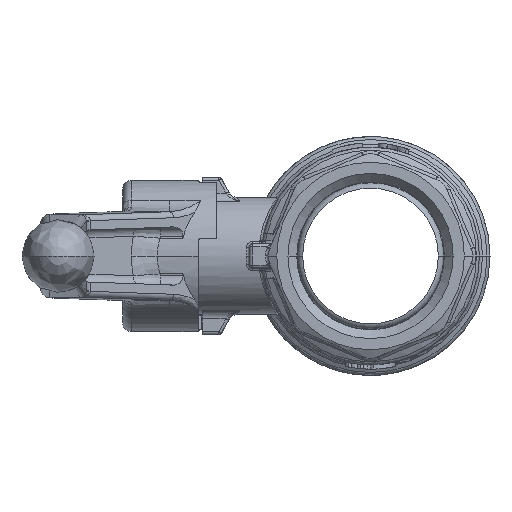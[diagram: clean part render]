
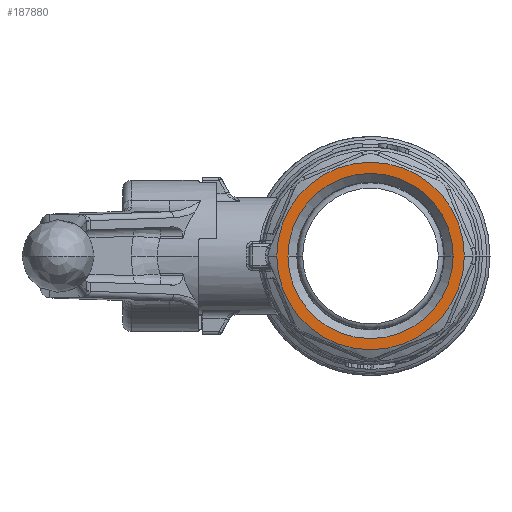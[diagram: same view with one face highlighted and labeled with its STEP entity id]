
A CAD part, left-side view. The second image highlights one B-rep face of the part: STEP entity #187880.
In plain terms, the highlighted planar face has unit normal (-1, 0, 0).
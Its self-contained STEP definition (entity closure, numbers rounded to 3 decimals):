
#187280=CARTESIAN_POINT('',(-34.78,-15.5,0.));
#187290=VERTEX_POINT('',#187280);
#187320=CARTESIAN_POINT('',(-34.78,0.,0.));
#187330=DIRECTION('',(-1.,0.,-0.));
#187340=DIRECTION('',(0.,-1.,0.));
#187350=AXIS2_PLACEMENT_3D('',#187320,#187330,#187340);
#187360=CIRCLE('',#187350,15.5);
#187370=CARTESIAN_POINT('',(-34.78,15.5,0.));
#187380=VERTEX_POINT('',#187370);
#187390=EDGE_CURVE('',#187290,#187380,#187360,.T.);
#187630=CARTESIAN_POINT('',(-34.78,-15.5,0.));
#187640=DIRECTION('',(1.,0.,0.));
#187650=DIRECTION('',(0.,1.,0.));
#187660=AXIS2_PLACEMENT_3D('',#187630,#187640,#187650);
#187670=PLANE('',#187660);
#187680=CARTESIAN_POINT('',(-34.78,0.,0.));
#187690=DIRECTION('',(-1.,0.,-0.));
#187700=DIRECTION('',(0.,-1.,0.));
#187710=AXIS2_PLACEMENT_3D('',#187680,#187690,#187700);
#187720=CIRCLE('',#187710,13.65);
#187730=CARTESIAN_POINT('',(-34.78,13.65,0.));
#187740=VERTEX_POINT('',#187730);
#187750=CARTESIAN_POINT('',(-34.78,-13.65,0.));
#187760=VERTEX_POINT('',#187750);
#187770=EDGE_CURVE('',#187740,#187760,#187720,.T.);
#187780=ORIENTED_EDGE('',*,*,#187770,.F.);
#187790=EDGE_CURVE('',#187760,#187740,#187720,.T.);
#187800=ORIENTED_EDGE('',*,*,#187790,.F.);
#187810=EDGE_LOOP('',(#187800,#187780));
#187820=FACE_BOUND('',#187810,.T.);
#187830=ORIENTED_EDGE('',*,*,#187390,.T.);
#187840=EDGE_CURVE('',#187380,#187290,#187360,.T.);
#187850=ORIENTED_EDGE('',*,*,#187840,.T.);
#187860=EDGE_LOOP('',(#187850,#187830));
#187870=FACE_OUTER_BOUND('',#187860,.T.);
#187880=ADVANCED_FACE('',(#187820,#187870),#187670,.F.);
